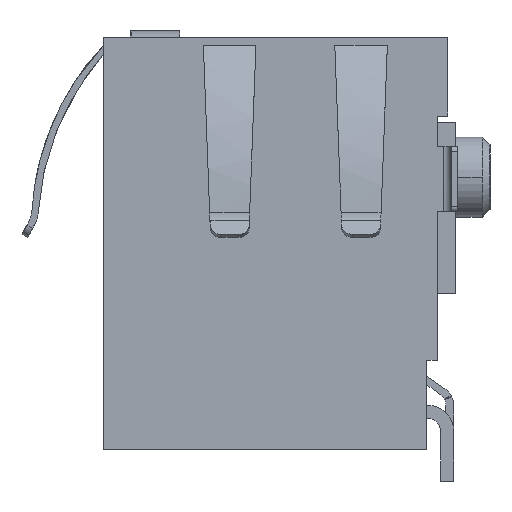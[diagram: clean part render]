
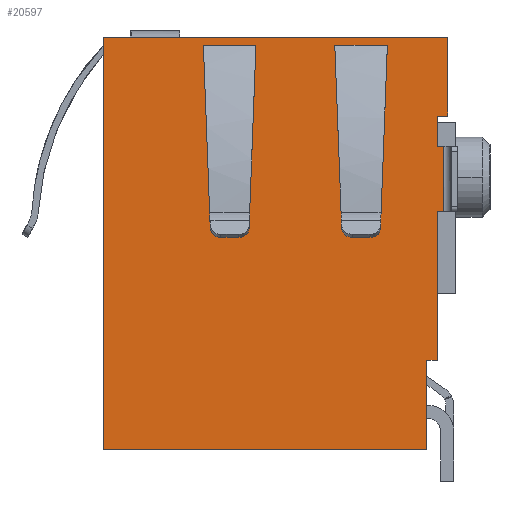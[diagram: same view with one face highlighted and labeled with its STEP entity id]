
A CAD part, left-side view. The second image highlights one B-rep face of the part: STEP entity #20597.
In plain terms, the highlighted planar face has unit normal (-1, 0, 0).
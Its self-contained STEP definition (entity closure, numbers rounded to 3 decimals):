
#20546=AXIS2_PLACEMENT_3D('Plane Axis2P3D',#20543,#20544,#20545) ;
#18564=CARTESIAN_POINT('Vertex',(-0.32,14.635,0.25)) ;
#18567=CARTESIAN_POINT('Line Origine',(-0.32,8.085,0.25)) ;
#18571=CARTESIAN_POINT('Vertex',(-0.32,1.535,0.25)) ;
#18635=CARTESIAN_POINT('Vertex',(-0.32,1.535,-2.75)) ;
#18638=CARTESIAN_POINT('Line Origine',(-0.32,1.735,-2.75)) ;
#18642=CARTESIAN_POINT('Vertex',(-0.32,1.935,-2.75)) ;
#18662=CARTESIAN_POINT('Line Origine',(-0.32,1.535,-1.25)) ;
#18697=CARTESIAN_POINT('Vertex',(-0.32,1.705,-6.4)) ;
#18700=CARTESIAN_POINT('Line Origine',(-0.32,1.82,-6.4)) ;
#18704=CARTESIAN_POINT('Vertex',(-0.32,1.935,-6.4)) ;
#18732=CARTESIAN_POINT('Vertex',(-0.32,1.705,-3.9)) ;
#18735=CARTESIAN_POINT('Line Origine',(-0.32,1.705,-6.45)) ;
#18757=CARTESIAN_POINT('Vertex',(-0.32,1.935,-3.9)) ;
#18760=CARTESIAN_POINT('Line Origine',(-0.32,1.82,-3.9)) ;
#18781=CARTESIAN_POINT('Line Origine',(-0.32,3.81,-0.422)) ;
#18785=CARTESIAN_POINT('Vertex',(-0.32,3.849,-0.422)) ;
#18787=CARTESIAN_POINT('Vertex',(-0.32,5.821,-0.422)) ;
#18837=CARTESIAN_POINT('Vertex',(-0.32,5.835,-0.05)) ;
#18840=CARTESIAN_POINT('Line Origine',(-0.32,5.835,-0.059)) ;
#18844=CARTESIAN_POINT('Vertex',(-0.32,5.834,-0.069)) ;
#18847=CARTESIAN_POINT('Line Origine',(-0.32,5.828,-0.245)) ;
#18876=CARTESIAN_POINT('Vertex',(-0.32,3.835,-0.05)) ;
#18879=CARTESIAN_POINT('Line Origine',(-0.32,3.795,-0.05)) ;
#18896=CARTESIAN_POINT('Line Origine',(-0.32,3.842,-0.245)) ;
#18900=CARTESIAN_POINT('Vertex',(-0.32,3.836,-0.069)) ;
#18903=CARTESIAN_POINT('Line Origine',(-0.32,3.835,-0.059)) ;
#18932=CARTESIAN_POINT('Vertex',(-0.32,10.835,-0.05)) ;
#18942=CARTESIAN_POINT('Vertex',(-0.32,8.835,-0.05)) ;
#18945=CARTESIAN_POINT('Line Origine',(-0.32,8.795,-0.05)) ;
#18972=CARTESIAN_POINT('Vertex',(-0.32,8.849,-0.422)) ;
#18975=CARTESIAN_POINT('Line Origine',(-0.32,8.842,-0.245)) ;
#18979=CARTESIAN_POINT('Vertex',(-0.32,8.836,-0.069)) ;
#18982=CARTESIAN_POINT('Line Origine',(-0.32,8.835,-0.059)) ;
#19014=CARTESIAN_POINT('Vertex',(-0.32,10.821,-0.422)) ;
#19017=CARTESIAN_POINT('Line Origine',(-0.32,8.81,-0.422)) ;
#19034=CARTESIAN_POINT('Line Origine',(-0.32,10.835,-0.059)) ;
#19038=CARTESIAN_POINT('Vertex',(-0.32,10.834,-0.069)) ;
#19041=CARTESIAN_POINT('Line Origine',(-0.32,10.828,-0.245)) ;
#19063=CARTESIAN_POINT('Line Origine',(-0.32,1.935,-3.325)) ;
#19068=CARTESIAN_POINT('Line Origine',(-0.32,1.935,-9.225)) ;
#19072=CARTESIAN_POINT('Vertex',(-0.32,1.935,-12.05)) ;
#19477=CARTESIAN_POINT('Vertex',(-0.32,14.635,-15.45)) ;
#19480=CARTESIAN_POINT('Line Origine',(-0.32,14.635,-7.6)) ;
#20543=CARTESIAN_POINT('Axis2P3D Location',(-0.32,1.66,-1.375)) ;
#20548=CARTESIAN_POINT('Line Origine',(-0.32,8.485,-15.45)) ;
#20552=CARTESIAN_POINT('Vertex',(-0.32,2.335,-15.45)) ;
#20555=CARTESIAN_POINT('Line Origine',(-0.32,2.335,-13.75)) ;
#20559=CARTESIAN_POINT('Vertex',(-0.32,2.335,-12.05)) ;
#20562=CARTESIAN_POINT('Line Origine',(-0.32,2.135,-12.05)) ;
#18568=DIRECTION('Vector Direction',(0.,-1.,0.)) ;
#18639=DIRECTION('Vector Direction',(0.,-1.,0.)) ;
#18663=DIRECTION('Vector Direction',(0.,0.,1.)) ;
#18701=DIRECTION('Vector Direction',(0.,1.,0.)) ;
#18736=DIRECTION('Vector Direction',(0.,0.,1.)) ;
#18761=DIRECTION('Vector Direction',(0.,-1.,0.)) ;
#18782=DIRECTION('Vector Direction',(0.,1.,0.)) ;
#18841=DIRECTION('Vector Direction',(0.,0.038,0.999)) ;
#18848=DIRECTION('Vector Direction',(0.,-0.038,-0.999)) ;
#18880=DIRECTION('Vector Direction',(0.,1.,0.)) ;
#18897=DIRECTION('Vector Direction',(0.,-0.038,0.999)) ;
#18904=DIRECTION('Vector Direction',(0.,0.038,-0.999)) ;
#18946=DIRECTION('Vector Direction',(0.,1.,0.)) ;
#18976=DIRECTION('Vector Direction',(0.,-0.038,0.999)) ;
#18983=DIRECTION('Vector Direction',(0.,0.038,-0.999)) ;
#19018=DIRECTION('Vector Direction',(0.,1.,0.)) ;
#19035=DIRECTION('Vector Direction',(0.,0.038,0.999)) ;
#19042=DIRECTION('Vector Direction',(0.,-0.038,-0.999)) ;
#19064=DIRECTION('Vector Direction',(0.,0.,1.)) ;
#19069=DIRECTION('Vector Direction',(0.,0.,1.)) ;
#19481=DIRECTION('Vector Direction',(0.,0.,1.)) ;
#20544=DIRECTION('Axis2P3D Direction',(1.,0.,0.)) ;
#20545=DIRECTION('Axis2P3D XDirection',(0.,1.,0.)) ;
#20549=DIRECTION('Vector Direction',(0.,1.,0.)) ;
#20556=DIRECTION('Vector Direction',(0.,0.,1.)) ;
#20563=DIRECTION('Vector Direction',(0.,-1.,0.)) ;
#18569=VECTOR('Line Direction',#18568,1.) ;
#18640=VECTOR('Line Direction',#18639,1.) ;
#18664=VECTOR('Line Direction',#18663,1.) ;
#18702=VECTOR('Line Direction',#18701,1.) ;
#18737=VECTOR('Line Direction',#18736,1.) ;
#18762=VECTOR('Line Direction',#18761,1.) ;
#18783=VECTOR('Line Direction',#18782,1.) ;
#18842=VECTOR('Line Direction',#18841,1.) ;
#18849=VECTOR('Line Direction',#18848,1.) ;
#18881=VECTOR('Line Direction',#18880,1.) ;
#18898=VECTOR('Line Direction',#18897,1.) ;
#18905=VECTOR('Line Direction',#18904,1.) ;
#18947=VECTOR('Line Direction',#18946,1.) ;
#18977=VECTOR('Line Direction',#18976,1.) ;
#18984=VECTOR('Line Direction',#18983,1.) ;
#19019=VECTOR('Line Direction',#19018,1.) ;
#19036=VECTOR('Line Direction',#19035,1.) ;
#19043=VECTOR('Line Direction',#19042,1.) ;
#19065=VECTOR('Line Direction',#19064,1.) ;
#19070=VECTOR('Line Direction',#19069,1.) ;
#19482=VECTOR('Line Direction',#19481,1.) ;
#20550=VECTOR('Line Direction',#20549,1.) ;
#20557=VECTOR('Line Direction',#20556,1.) ;
#20564=VECTOR('Line Direction',#20563,1.) ;
#20568=ORIENTED_EDGE('',*,*,#18644,.T.) ;
#20569=ORIENTED_EDGE('',*,*,#18666,.T.) ;
#20570=ORIENTED_EDGE('',*,*,#18573,.T.) ;
#20571=ORIENTED_EDGE('',*,*,#19484,.T.) ;
#20572=ORIENTED_EDGE('',*,*,#20554,.T.) ;
#20573=ORIENTED_EDGE('',*,*,#20561,.T.) ;
#20574=ORIENTED_EDGE('',*,*,#20566,.T.) ;
#20575=ORIENTED_EDGE('',*,*,#19074,.T.) ;
#20576=ORIENTED_EDGE('',*,*,#18706,.F.) ;
#20577=ORIENTED_EDGE('',*,*,#18739,.T.) ;
#20578=ORIENTED_EDGE('',*,*,#18764,.F.) ;
#20579=ORIENTED_EDGE('',*,*,#19067,.T.) ;
#20582=ORIENTED_EDGE('',*,*,#18902,.F.) ;
#20583=ORIENTED_EDGE('',*,*,#18789,.T.) ;
#20584=ORIENTED_EDGE('',*,*,#18851,.F.) ;
#20585=ORIENTED_EDGE('',*,*,#18846,.T.) ;
#20586=ORIENTED_EDGE('',*,*,#18883,.T.) ;
#20587=ORIENTED_EDGE('',*,*,#18907,.T.) ;
#20590=ORIENTED_EDGE('',*,*,#19040,.T.) ;
#20591=ORIENTED_EDGE('',*,*,#18949,.T.) ;
#20592=ORIENTED_EDGE('',*,*,#18986,.T.) ;
#20593=ORIENTED_EDGE('',*,*,#18981,.F.) ;
#20594=ORIENTED_EDGE('',*,*,#19021,.T.) ;
#20595=ORIENTED_EDGE('',*,*,#19045,.F.) ;
#20588=FACE_BOUND('',#20581,.T.) ;
#20596=FACE_BOUND('',#20589,.T.) ;
#20597=ADVANCED_FACE('Hauptk\X2\00F6\X0\rper',(#20580,#20588,#20596),#20547,.F.) ;
#18573=EDGE_CURVE('',#18572,#18565,#18570,.F.) ;
#18644=EDGE_CURVE('',#18643,#18636,#18641,.T.) ;
#18666=EDGE_CURVE('',#18636,#18572,#18665,.T.) ;
#18706=EDGE_CURVE('',#18698,#18705,#18703,.T.) ;
#18739=EDGE_CURVE('',#18698,#18733,#18738,.T.) ;
#18764=EDGE_CURVE('',#18758,#18733,#18763,.T.) ;
#18789=EDGE_CURVE('',#18786,#18788,#18784,.T.) ;
#18846=EDGE_CURVE('',#18845,#18838,#18843,.T.) ;
#18851=EDGE_CURVE('',#18845,#18788,#18850,.T.) ;
#18883=EDGE_CURVE('',#18838,#18877,#18882,.F.) ;
#18902=EDGE_CURVE('',#18786,#18901,#18899,.T.) ;
#18907=EDGE_CURVE('',#18877,#18901,#18906,.T.) ;
#18949=EDGE_CURVE('',#18933,#18943,#18948,.F.) ;
#18981=EDGE_CURVE('',#18973,#18980,#18978,.T.) ;
#18986=EDGE_CURVE('',#18943,#18980,#18985,.T.) ;
#19021=EDGE_CURVE('',#18973,#19015,#19020,.T.) ;
#19040=EDGE_CURVE('',#19039,#18933,#19037,.T.) ;
#19045=EDGE_CURVE('',#19039,#19015,#19044,.T.) ;
#19067=EDGE_CURVE('',#18758,#18643,#19066,.T.) ;
#19074=EDGE_CURVE('',#19073,#18705,#19071,.T.) ;
#19484=EDGE_CURVE('',#18565,#19478,#19483,.F.) ;
#20554=EDGE_CURVE('',#19478,#20553,#20551,.F.) ;
#20561=EDGE_CURVE('',#20553,#20560,#20558,.T.) ;
#20566=EDGE_CURVE('',#20560,#19073,#20565,.T.) ;
#20567=EDGE_LOOP('',(#20568,#20569,#20570,#20571,#20572,#20573,#20574,#20575,#20576,#20577,#20578,#20579)) ;
#20581=EDGE_LOOP('',(#20582,#20583,#20584,#20585,#20586,#20587)) ;
#20589=EDGE_LOOP('',(#20590,#20591,#20592,#20593,#20594,#20595)) ;
#20580=FACE_OUTER_BOUND('',#20567,.T.) ;
#18570=LINE('Line',#18567,#18569) ;
#18641=LINE('Line',#18638,#18640) ;
#18665=LINE('Line',#18662,#18664) ;
#18703=LINE('Line',#18700,#18702) ;
#18738=LINE('Line',#18735,#18737) ;
#18763=LINE('Line',#18760,#18762) ;
#18784=LINE('Line',#18781,#18783) ;
#18843=LINE('Line',#18840,#18842) ;
#18850=LINE('Line',#18847,#18849) ;
#18882=LINE('Line',#18879,#18881) ;
#18899=LINE('Line',#18896,#18898) ;
#18906=LINE('Line',#18903,#18905) ;
#18948=LINE('Line',#18945,#18947) ;
#18978=LINE('Line',#18975,#18977) ;
#18985=LINE('Line',#18982,#18984) ;
#19020=LINE('Line',#19017,#19019) ;
#19037=LINE('Line',#19034,#19036) ;
#19044=LINE('Line',#19041,#19043) ;
#19066=LINE('Line',#19063,#19065) ;
#19071=LINE('Line',#19068,#19070) ;
#19483=LINE('Line',#19480,#19482) ;
#20551=LINE('Line',#20548,#20550) ;
#20558=LINE('Line',#20555,#20557) ;
#20565=LINE('Line',#20562,#20564) ;
#20547=PLANE('',#20546) ;
#18565=VERTEX_POINT('',#18564) ;
#18572=VERTEX_POINT('',#18571) ;
#18636=VERTEX_POINT('',#18635) ;
#18643=VERTEX_POINT('',#18642) ;
#18698=VERTEX_POINT('',#18697) ;
#18705=VERTEX_POINT('',#18704) ;
#18733=VERTEX_POINT('',#18732) ;
#18758=VERTEX_POINT('',#18757) ;
#18786=VERTEX_POINT('',#18785) ;
#18788=VERTEX_POINT('',#18787) ;
#18838=VERTEX_POINT('',#18837) ;
#18845=VERTEX_POINT('',#18844) ;
#18877=VERTEX_POINT('',#18876) ;
#18901=VERTEX_POINT('',#18900) ;
#18933=VERTEX_POINT('',#18932) ;
#18943=VERTEX_POINT('',#18942) ;
#18973=VERTEX_POINT('',#18972) ;
#18980=VERTEX_POINT('',#18979) ;
#19015=VERTEX_POINT('',#19014) ;
#19039=VERTEX_POINT('',#19038) ;
#19073=VERTEX_POINT('',#19072) ;
#19478=VERTEX_POINT('',#19477) ;
#20553=VERTEX_POINT('',#20552) ;
#20560=VERTEX_POINT('',#20559) ;
